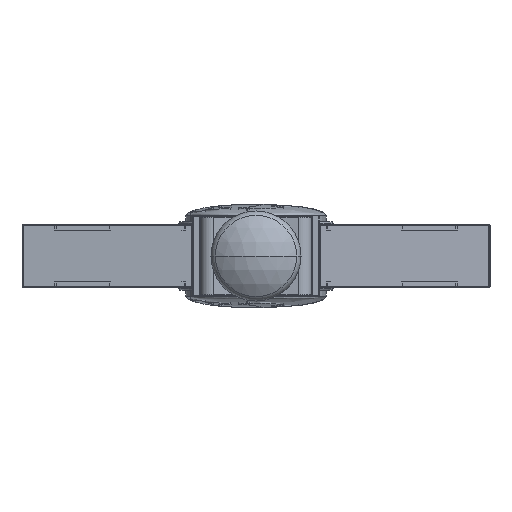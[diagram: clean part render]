
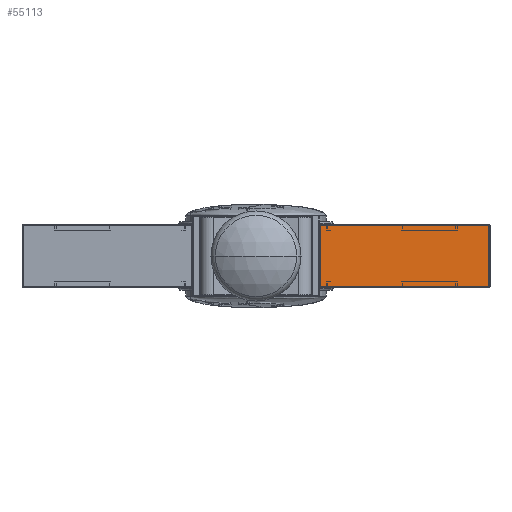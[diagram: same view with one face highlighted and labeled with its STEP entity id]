
A CAD part, front view. The second image highlights one B-rep face of the part: STEP entity #55113.
In plain terms, the highlighted planar face has unit normal (0.059, -0.998, 0).
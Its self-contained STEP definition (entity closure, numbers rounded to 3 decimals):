
#948 = VECTOR ( 'NONE', #4336, 1000. ) ;
#966 = VECTOR ( 'NONE', #4334, 1000. ) ;
#970 = VECTOR ( 'NONE', #4342, 1000. ) ;
#972 = VECTOR ( 'NONE', #4340, 1000. ) ;
#4322 = LINE ( 'NONE', #4323, #966 ) ;
#4323 = CARTESIAN_POINT ( 'NONE',  ( 56.302, 376.15, 27.5 ) ) ;
#4328 = LINE ( 'NONE', #4341, #970 ) ;
#4329 = LINE ( 'NONE', #4335, #948 ) ;
#4334 = DIRECTION ( 'NONE',  ( 0., 0., -1. ) ) ;
#4335 = CARTESIAN_POINT ( 'NONE',  ( 202.548, 384.72, -26.8 ) ) ;
#4336 = DIRECTION ( 'NONE',  ( 0.998, 0.058, 0. ) ) ;
#4337 = LINE ( 'NONE', #4339, #972 ) ;
#4339 = CARTESIAN_POINT ( 'NONE',  ( 202.548, 384.72, 27.5 ) ) ;
#4340 = DIRECTION ( 'NONE',  ( 0., 0., -1. ) ) ;
#4341 = CARTESIAN_POINT ( 'NONE',  ( 0., 372.851, 26.8 ) ) ;
#4342 = DIRECTION ( 'NONE',  ( -0.998, -0.058, 0. ) ) ;
#6311 = CARTESIAN_POINT ( 'NONE',  ( 56.302, 376.15, -26.8 ) ) ;
#7355 = CARTESIAN_POINT ( 'NONE',  ( 56.302, 376.15, 26.8 ) ) ;
#7362 = CARTESIAN_POINT ( 'NONE',  ( 202.548, 384.72, 26.8 ) ) ;
#7402 = CARTESIAN_POINT ( 'NONE',  ( 202.548, 384.72, -26.8 ) ) ;
#9707 = CARTESIAN_POINT ( 'NONE',  ( 0., 372.851, 27.5 ) ) ;
#9708 = FACE_OUTER_BOUND ( 'NONE', #56392, .T. ) ;
#9724 = PLANE ( 'NONE',  #52970 ) ;
#9729 = DIRECTION ( 'NONE',  ( -0.058, 0.998, 0. ) ) ;
#9731 = DIRECTION ( 'NONE',  ( -0.998, -0.058, 0. ) ) ;
#33980 = EDGE_CURVE ( 'NONE', #40973, #51477, #4322, .T. ) ;
#33981 = EDGE_CURVE ( 'NONE', #51477, #41137, #4329, .T. ) ;
#33982 = EDGE_CURVE ( 'NONE', #40980, #41137, #4337, .T. ) ;
#33983 = EDGE_CURVE ( 'NONE', #40980, #40973, #4328, .T. ) ;
#40973 = VERTEX_POINT ( 'NONE', #7355 ) ;
#40980 = VERTEX_POINT ( 'NONE', #7362 ) ;
#41137 = VERTEX_POINT ( 'NONE', #7402 ) ;
#41540 = ORIENTED_EDGE ( 'NONE', *, *, #33980, .T. ) ;
#41541 = ORIENTED_EDGE ( 'NONE', *, *, #33981, .T. ) ;
#41542 = ORIENTED_EDGE ( 'NONE', *, *, #33982, .F. ) ;
#41543 = ORIENTED_EDGE ( 'NONE', *, *, #33983, .T. ) ;
#51477 = VERTEX_POINT ( 'NONE', #6311 ) ;
#52970 = AXIS2_PLACEMENT_3D ( 'NONE', #9707, #9729, #9731 ) ;
#55113 = ADVANCED_FACE ( 'NONE', ( #9708 ), #9724, .F. ) ;
#56392 = EDGE_LOOP ( 'NONE', ( #41540, #41541, #41542, #41543 ) ) ;
